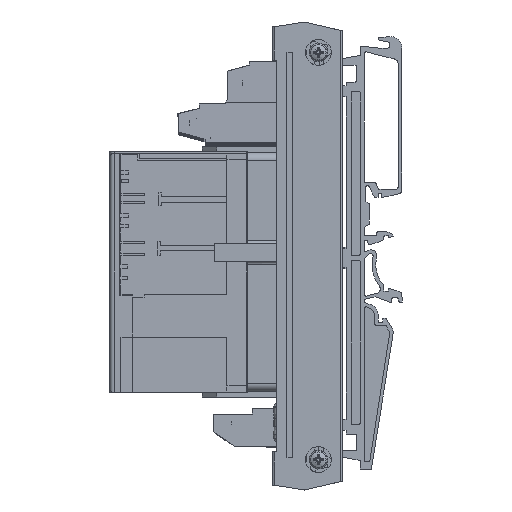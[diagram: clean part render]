
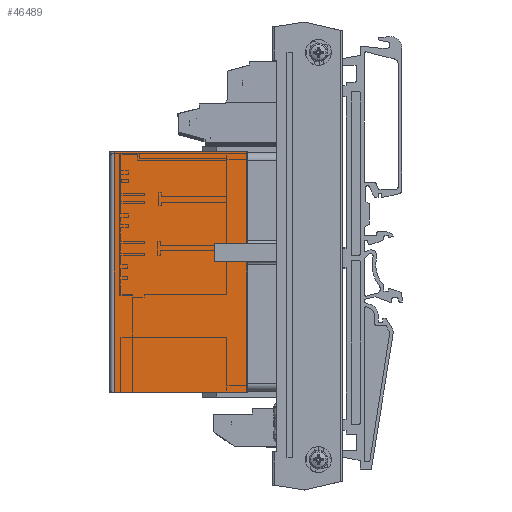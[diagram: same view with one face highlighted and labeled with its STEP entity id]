
A CAD part, left-side view. The second image highlights one B-rep face of the part: STEP entity #46489.
In plain terms, the highlighted face is planar.
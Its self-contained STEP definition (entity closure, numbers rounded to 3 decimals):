
#46391=CARTESIAN_POINT('',(17.313,0.312,-65.313));
#46392=VERTEX_POINT('',#46391);
#46410=CARTESIAN_POINT('',(17.313,0.312,0.0));
#46411=VERTEX_POINT('',#46410);
#46419=CARTESIAN_POINT('',(17.313,0.312,0.0));
#46420=DIRECTION('',(0.0,0.0,-1.0));
#46421=VECTOR('',#46420,65.313);
#46422=LINE('',#46419,#46421);
#46423=EDGE_CURVE('',#46411,#46392,#46422,.T.);
#46459=CARTESIAN_POINT('',(17.313,37.5,0.0));
#46460=DIRECTION('',(1.0,0.0,0.0));
#46461=DIRECTION('',(0.0,-1.0,0.0));
#46462=AXIS2_PLACEMENT_3D('',#46459,#46460,#46461);
#46463=PLANE('',#46462);
#46464=ORIENTED_EDGE('',*,*,#46423,.F.);
#46465=CARTESIAN_POINT('',(17.313,36.25,0.0));
#46466=VERTEX_POINT('',#46465);
#46467=CARTESIAN_POINT('',(17.313,36.25,0.0));
#46468=DIRECTION('',(0.0,-1.0,0.0));
#46469=VECTOR('',#46468,35.938);
#46470=LINE('',#46467,#46469);
#46471=EDGE_CURVE('',#46466,#46411,#46470,.T.);
#46472=ORIENTED_EDGE('',*,*,#46471,.F.);
#46473=CARTESIAN_POINT('',(17.313,36.25,-65.313));
#46474=VERTEX_POINT('',#46473);
#46475=CARTESIAN_POINT('',(17.313,36.25,-65.313));
#46476=DIRECTION('',(0.0,0.0,1.0));
#46477=VECTOR('',#46476,65.313);
#46478=LINE('',#46475,#46477);
#46479=EDGE_CURVE('',#46474,#46466,#46478,.T.);
#46480=ORIENTED_EDGE('',*,*,#46479,.F.);
#46481=CARTESIAN_POINT('',(17.313,36.25,-65.313));
#46482=DIRECTION('',(0.0,-1.0,0.0));
#46483=VECTOR('',#46482,35.938);
#46484=LINE('',#46481,#46483);
#46485=EDGE_CURVE('',#46474,#46392,#46484,.T.);
#46486=ORIENTED_EDGE('',*,*,#46485,.T.);
#46487=EDGE_LOOP('',(#46464,#46472,#46480,#46486));
#46488=FACE_OUTER_BOUND('',#46487,.T.);
#46489=ADVANCED_FACE('',(#46488),#46463,.F.);
